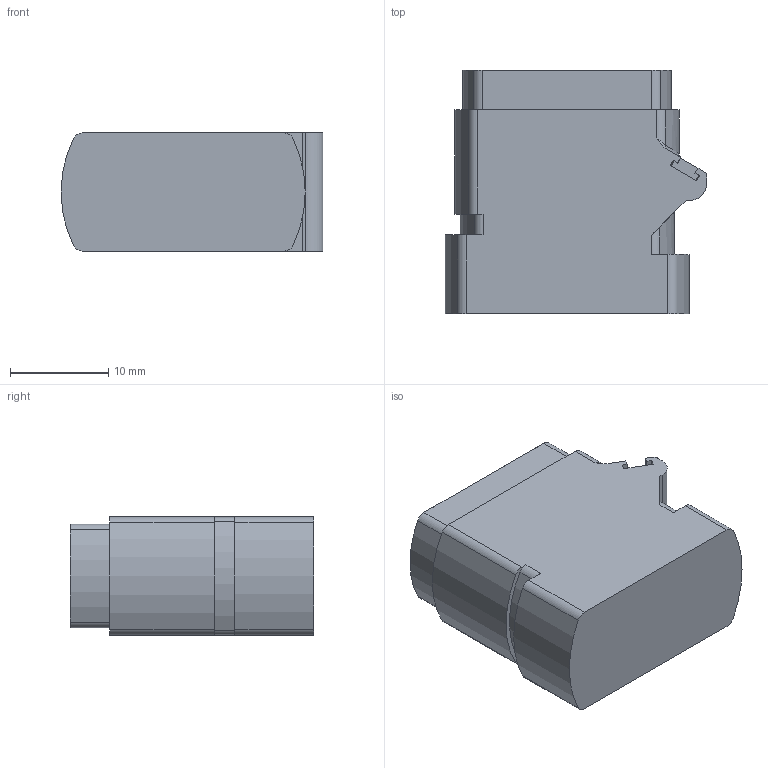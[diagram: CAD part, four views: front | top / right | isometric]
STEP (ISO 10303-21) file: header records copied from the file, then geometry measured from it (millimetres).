
FILE_DESCRIPTION((''),'2;1');
FILE_NAME('00111530602','2020-02-10T',('presta_be4'),(''),'CREO PARAMETRIC BY PTC INC, 2018360','CREO PARAMETRIC BY PTC INC, 2018360','');
FILE_SCHEMA(('CONFIG_CONTROL_DESIGN'));
Products named in the file (1): 00111530602
Bounding box: 26.6 x 24.71 x 12 mm (x, y, z)
Volume: 4976.7 mm3; surface area: 7236.6 mm2
Topology: 1 solids, 1 shells, 1581 faces, 4117 edges, 2582 vertices
Faces by surface type: plane 748, cylinder 348, torus 240, cone 160, bspline 85
Entity records: 57561 total; most frequent: CARTESIAN_POINT 18640, DIRECTION 8248, ORIENTED_EDGE 8202, EDGE_CURVE 4101, AXIS2_PLACEMENT_3D 3114, VERTEX_POINT 2582, VECTOR 2020, LINE 2020
